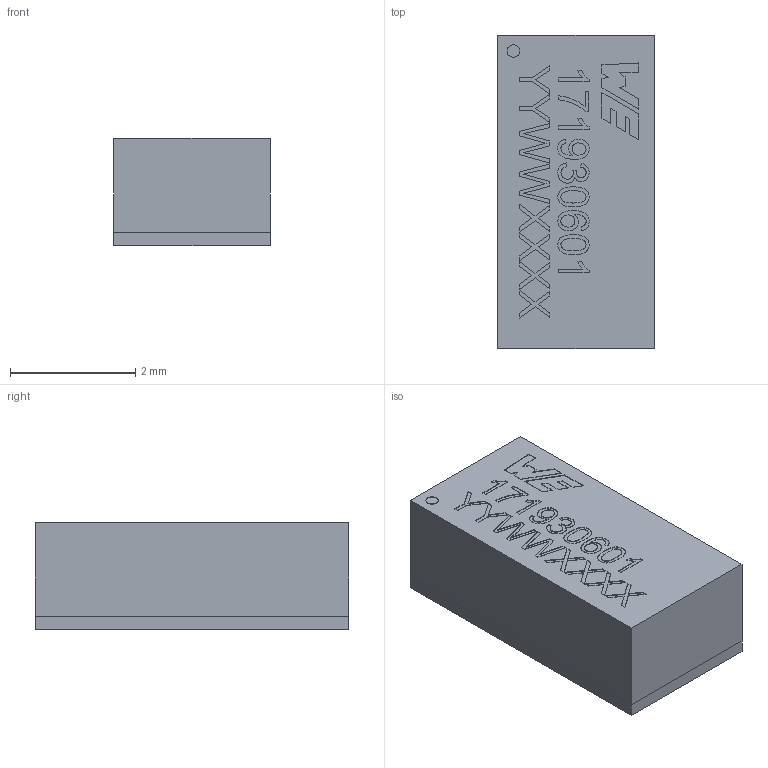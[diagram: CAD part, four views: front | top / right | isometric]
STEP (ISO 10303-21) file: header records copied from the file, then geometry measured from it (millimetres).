
FILE_DESCRIPTION(/* description */ ('Unknown'),/* implementation_level */ '2;1');
FILE_NAME(/* name */ '171930601',/* time_stamp */ '2019-12-17T11:03:29+01:00',/* author */ ('Unknown'),/* organization */ ('Unknown'),/* preprocessor_version */ 'ST-DEVELOPER v16.7',/* originating_system */ 'DEX',/* authorisation */ $);
FILE_SCHEMA (('AUTOMOTIVE_DESIGN {1 0 10303 214 3 1 1}'));
Length unit declared in the file: millimetre
Products named in the file (4): 171930601; Body; Cover; Pads
Assembly tree (3 placements, depth 2):
  171930601
    Body
    Cover
    Pads
Bounding box: 2.5 x 5 x 1.71 mm (x, y, z)
Volume: 21.4 mm3; surface area: 87.7 mm2
Topology: 11 solids, 11 shells, 302 faces, 741 edges, 494 vertices
Faces by surface type: plane 247, bspline 54, cylinder 1
Full cylindrical faces by diameter (mm): 0.201 x1
Entity records: 12010 total; most frequent: CARTESIAN_POINT 3732, ORIENTED_EDGE 1468, DIRECTION 962, EDGE_CURVE 734, VERTEX_POINT 494, LINE 454, VECTOR 454, EDGE_LOOP 342
